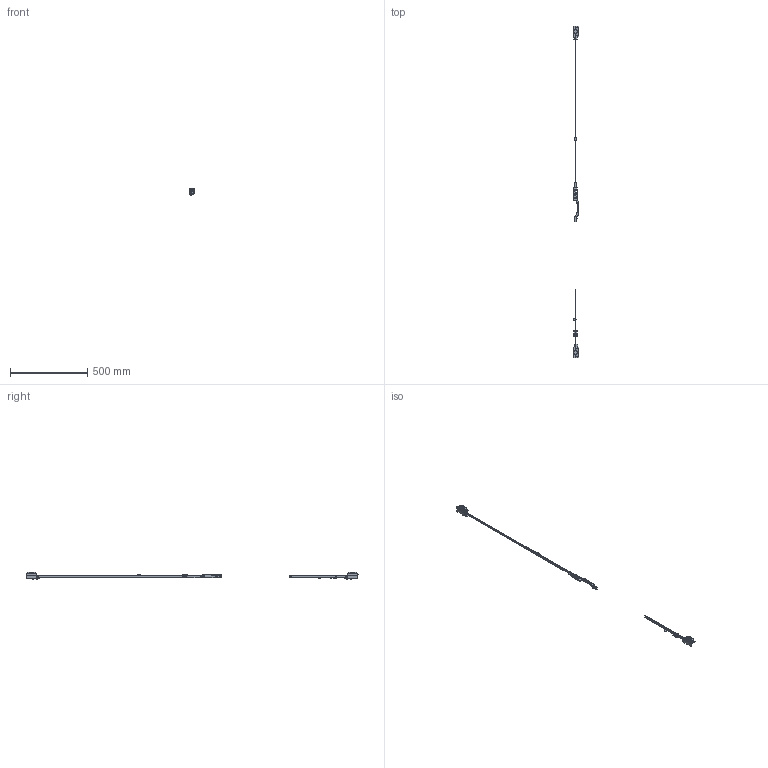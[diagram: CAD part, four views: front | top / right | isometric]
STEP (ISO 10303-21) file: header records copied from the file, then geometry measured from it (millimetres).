
FILE_DESCRIPTION(('STEP AP214'),'1');
FILE_NAME('cctmp_F103969F-C6BE-419D-A80A-E7F4E4073AD5_2024_05_23_12_38_36_0636..stp','2024-05-23T10:38:38',('SIEMENS A&D'),('CADClick - www.CADClick.com'),'Spatial InterOp 3D',' ','unknown authorization');
FILE_SCHEMA(('AUTOMOTIVE_DESIGN'));
Length unit declared in the file: millimetre
Products named in the file (26): cc_unnamed; 2024_05_23_12_38_36_0583; 2024_05_23_12_38_36_0552; 2024_05_23_12_38_36_0520; 2024_05_23_12_38_36_0483; 2024_05_23_12_38_36_0451; 2024_05_23_12_38_36_0420; 2024_05_23_12_38_36_0338; 2024_05_23_12_38_36_0297; 2024_05_23_12_38_36_0255; 2024_05_23_12_38_36_0214; 2024_05_23_12_38_36_0172; 2024_05_23_12_38_36_0131; 2024_05_23_12_38_36_0090; 2024_05_23_12_38_36_0048; 2024_05_23_12_38_36_0007; 2024_05_23_12_38_35_0966; 2024_05_23_12_38_35_0883; 2024_05_23_12_38_35_0842; 2024_05_23_12_38_35_0800; 2024_05_23_12_38_35_0759; 2024_05_23_12_38_35_0718; 2024_05_23_12_38_35_0677; 2024_05_23_12_38_35_0636; 2024_05_23_12_38_35_0594; 2024_05_23_12_38_35_0553
Assembly tree (25 placements, depth 2):
  cc_unnamed
    2024_05_23_12_38_36_0583
    2024_05_23_12_38_36_0552
    2024_05_23_12_38_36_0520
    2024_05_23_12_38_36_0483
    2024_05_23_12_38_36_0451
    2024_05_23_12_38_36_0420
    2024_05_23_12_38_36_0338
    2024_05_23_12_38_36_0297
    2024_05_23_12_38_36_0255
    2024_05_23_12_38_36_0214
    2024_05_23_12_38_36_0172
    2024_05_23_12_38_36_0131
    2024_05_23_12_38_36_0090
    2024_05_23_12_38_36_0048
    2024_05_23_12_38_36_0007
    2024_05_23_12_38_35_0966
    2024_05_23_12_38_35_0883
    2024_05_23_12_38_35_0842
    2024_05_23_12_38_35_0800
    2024_05_23_12_38_35_0759
    2024_05_23_12_38_35_0718
    2024_05_23_12_38_35_0677
    2024_05_23_12_38_35_0636
    2024_05_23_12_38_35_0594
    2024_05_23_12_38_35_0553
Bounding box: 37 x 2146 x 48.17 mm (x, y, z)
Volume: 136427.7 mm3; surface area: 125449.4 mm2
Topology: 25 solids, 25 shells, 1830 faces, 4711 edges, 2877 vertices
Faces by surface type: cylinder 703, plane 659, torus 196, bspline 160, cone 60, sphere 52
Full cylindrical faces by diameter (mm): 3 x4, 4.3 x4, 24.8 x2
Entity records: 100627 total; most frequent: CARTESIAN_POINT 41916, ORIENTED_EDGE 9182, DIRECTION 8920, EDGE_CURVE 4591, AXIS2_PLACEMENT_3D 3269, VERTEX_POINT 2859, LINE 2382, VECTOR 2382
